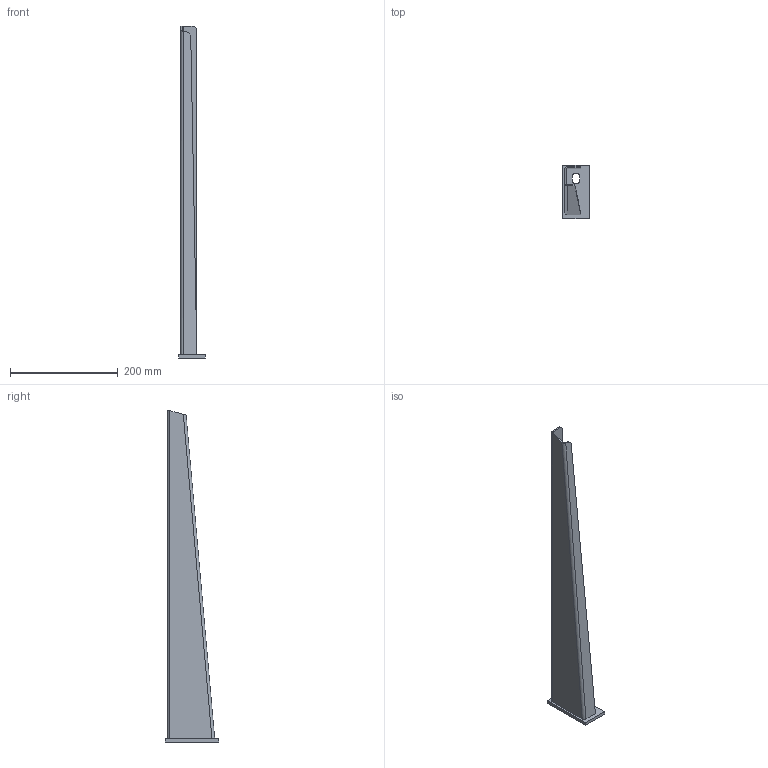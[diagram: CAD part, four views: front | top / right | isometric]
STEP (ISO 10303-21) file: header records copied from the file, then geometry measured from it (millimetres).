
FILE_DESCRIPTION((''),'2;1');
FILE_NAME('6419828_ASM','2012-06-27T',('AndreasKeweloh'),(''),'PRO/ENGINEER BY PARAMETRIC TECHNOLOGY CORPORATION, 2012130','PRO/ENGINEER BY PARAMETRIC TECHNOLOGY CORPORATION, 2012130','');
FILE_SCHEMA(('CONFIG_CONTROL_DESIGN'));
Length unit declared in the file: millimetre
Products named in the file (3): 6419828_1; 6419828_2; 6419828_ASM
Assembly tree (2 placements, depth 2):
  6419828_ASM
    6419828_1
    6419828_2
Bounding box: 50 x 100 x 616 mm (x, y, z)
Volume: 191144 mm3; surface area: 145225.6 mm2
Topology: 2 solids, 2 shells, 35 faces, 79 edges, 48 vertices
Faces by surface type: plane 24, cylinder 6, bspline 5
Entity records: 1354 total; most frequent: CARTESIAN_POINT 523, ORIENTED_EDGE 158, DIRECTION 142, EDGE_CURVE 79, VECTOR 60, LINE 60, VERTEX_POINT 48, AXIS2_PLACEMENT_3D 41
